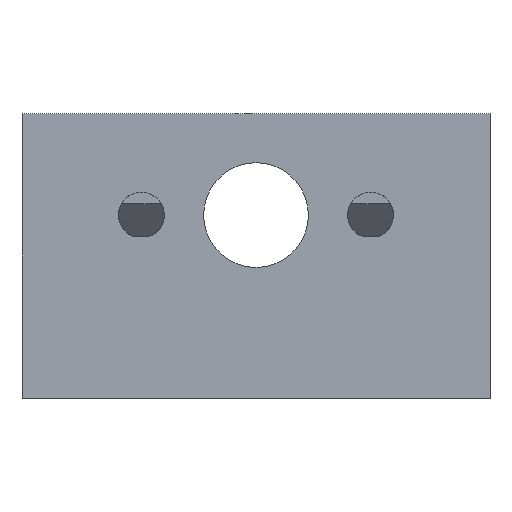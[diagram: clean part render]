
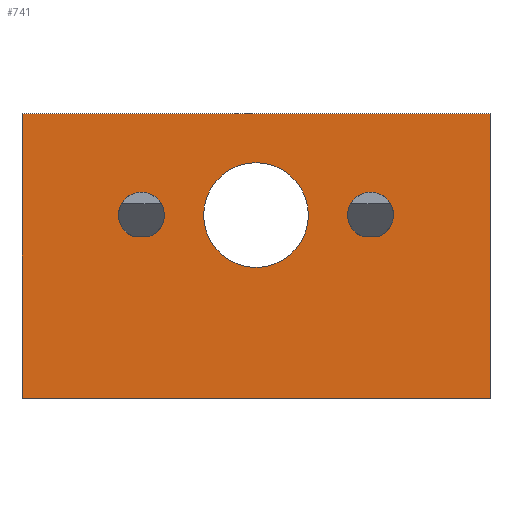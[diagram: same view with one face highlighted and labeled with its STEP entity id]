
A CAD part, front view. The second image highlights one B-rep face of the part: STEP entity #741.
In plain terms, the highlighted planar face has unit normal (0, -1, 0).
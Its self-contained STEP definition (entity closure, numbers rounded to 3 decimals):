
#24=FACE_BOUND('',#125,.T.);
#25=FACE_BOUND('',#126,.T.);
#26=FACE_BOUND('',#127,.T.);
#80=FACE_OUTER_BOUND('',#124,.T.);
#124=EDGE_LOOP('',(#670,#671,#672,#673));
#125=EDGE_LOOP('',(#674,#675));
#126=EDGE_LOOP('',(#676,#677));
#127=EDGE_LOOP('',(#678));
#141=LINE('',#1087,#211);
#185=LINE('',#1214,#255);
#187=LINE('',#1223,#257);
#191=LINE('',#1240,#261);
#194=LINE('',#1249,#264);
#196=LINE('',#1252,#266);
#211=VECTOR('',#856,14.3);
#255=VECTOR('',#992,10.);
#257=VECTOR('',#1000,10.);
#261=VECTOR('',#1022,8.7);
#264=VECTOR('',#1031,5.7);
#266=VECTOR('',#1035,11.3);
#292=CIRCLE('',#814,0.7);
#294=CIRCLE('',#817,0.7);
#297=CIRCLE('',#827,1.6);
#316=VERTEX_POINT('',#1084);
#317=VERTEX_POINT('',#1086);
#353=VERTEX_POINT('',#1212);
#354=VERTEX_POINT('',#1213);
#357=VERTEX_POINT('',#1221);
#358=VERTEX_POINT('',#1222);
#362=VERTEX_POINT('',#1238);
#365=VERTEX_POINT('',#1248);
#366=VERTEX_POINT('',#1256);
#385=EDGE_CURVE('',#317,#316,#141,.T.);
#448=EDGE_CURVE('',#353,#354,#185,.T.);
#452=EDGE_CURVE('',#357,#358,#187,.T.);
#456=EDGE_CURVE('',#354,#353,#292,.T.);
#458=EDGE_CURVE('',#358,#357,#294,.T.);
#462=EDGE_CURVE('',#362,#316,#191,.T.);
#466=EDGE_CURVE('',#365,#317,#194,.T.);
#468=EDGE_CURVE('',#365,#362,#196,.T.);
#470=EDGE_CURVE('',#366,#366,#297,.T.);
#670=ORIENTED_EDGE('',*,*,#466,.T.);
#671=ORIENTED_EDGE('',*,*,#385,.T.);
#672=ORIENTED_EDGE('',*,*,#462,.F.);
#673=ORIENTED_EDGE('',*,*,#468,.F.);
#674=ORIENTED_EDGE('',*,*,#458,.F.);
#675=ORIENTED_EDGE('',*,*,#452,.F.);
#676=ORIENTED_EDGE('',*,*,#456,.F.);
#677=ORIENTED_EDGE('',*,*,#448,.F.);
#678=ORIENTED_EDGE('',*,*,#470,.F.);
#702=PLANE('',#828);
#741=ADVANCED_FACE('',(#80,#24,#25,#26),#702,.F.);
#814=AXIS2_PLACEMENT_3D('',#1230,#1008,#1009);
#817=AXIS2_PLACEMENT_3D('',#1233,#1014,#1015);
#827=AXIS2_PLACEMENT_3D('',#1258,#1043,#1044);
#828=AXIS2_PLACEMENT_3D('',#1259,#1045,#1046);
#856=DIRECTION('',(1.,0.,0.));
#992=DIRECTION('',(1.,0.,0.));
#1000=DIRECTION('',(1.,0.,0.));
#1008=DIRECTION('center_axis',(0.,-1.,0.));
#1009=DIRECTION('ref_axis',(0.,0.,1.));
#1014=DIRECTION('center_axis',(0.,-1.,0.));
#1015=DIRECTION('ref_axis',(0.,0.,-1.));
#1022=DIRECTION('',(0.,0.,-1.));
#1031=DIRECTION('',(0.,0.,-1.));
#1035=DIRECTION('',(1.,0.,0.));
#1043=DIRECTION('center_axis',(0.,-1.,0.));
#1044=DIRECTION('ref_axis',(0.,0.,-1.));
#1045=DIRECTION('center_axis',(0.,1.,0.));
#1046=DIRECTION('ref_axis',(0.,0.,1.));
#1084=CARTESIAN_POINT('',(14.3,0.,0.));
#1086=CARTESIAN_POINT('',(0.,0.,0.));
#1087=CARTESIAN_POINT('',(0.,0.,0.));
#1212=CARTESIAN_POINT('',(10.39,0.,4.95));
#1213=CARTESIAN_POINT('',(10.91,0.,4.95));
#1214=CARTESIAN_POINT('',(3.575,0.,4.95));
#1221=CARTESIAN_POINT('',(3.39,0.,4.95));
#1222=CARTESIAN_POINT('',(3.91,0.,4.95));
#1223=CARTESIAN_POINT('',(3.575,0.,4.95));
#1230=CARTESIAN_POINT('Origin',(10.65,0.,5.6));
#1233=CARTESIAN_POINT('Origin',(3.65,0.,5.6));
#1238=CARTESIAN_POINT('',(14.3,0.,8.7));
#1240=CARTESIAN_POINT('',(14.3,0.,8.7));
#1248=CARTESIAN_POINT('',(0.,0.,8.7));
#1249=CARTESIAN_POINT('',(0.,0.,5.7));
#1252=CARTESIAN_POINT('',(3.,0.,8.7));
#1256=CARTESIAN_POINT('',(7.15,0.,7.2));
#1258=CARTESIAN_POINT('Origin',(7.15,0.,5.6));
#1259=CARTESIAN_POINT('Origin',(0.,0.,8.7));
